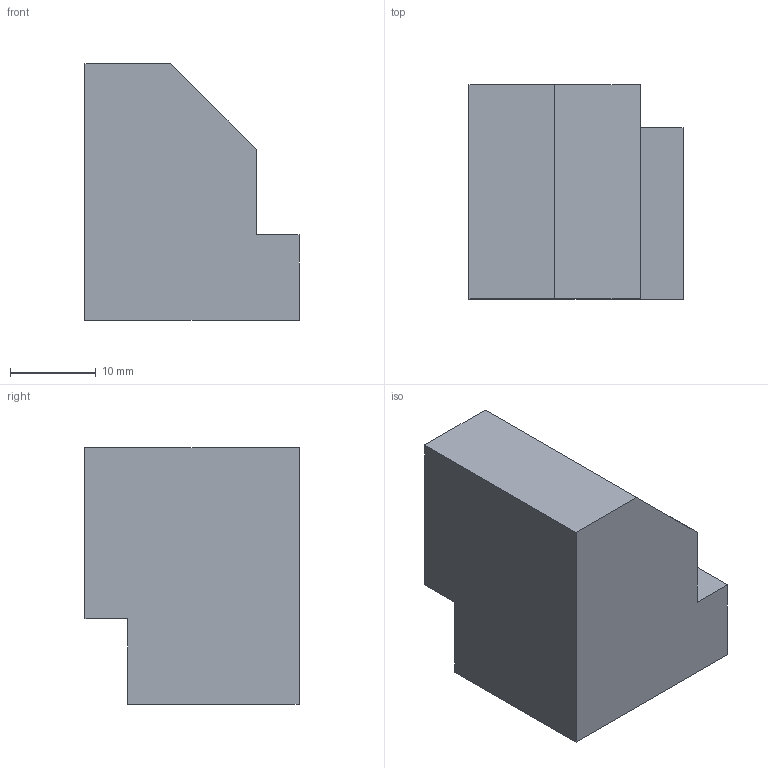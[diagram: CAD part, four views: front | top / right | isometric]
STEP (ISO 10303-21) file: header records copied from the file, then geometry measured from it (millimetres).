
FILE_DESCRIPTION(('CATIA V5 STEP Exchange'),'2;1');
FILE_NAME('EXERCICE 2 - PIECE B.stp','2023-10-16T12:12:51+00:00',('none'),('none'),'CATIA Unofficial Packaging Version SP3','CATIA V5 STEP AP203','none');
FILE_SCHEMA(('CONFIG_CONTROL_DESIGN'));
Length unit declared in the file: millimetre
Products named in the file (1): EXERCICE 2 - PIECE B
Bounding box: 25 x 25 x 30 mm (x, y, z)
Volume: 13750 mm3; surface area: 3653.6 mm2
Topology: 1 solids, 1 shells, 11 faces, 26 edges, 17 vertices
Faces by surface type: plane 11
Entity records: 348 total; most frequent: CARTESIAN_POINT 54, ORIENTED_EDGE 52, DIRECTION 46, VECTOR 26, EDGE_CURVE 26, LINE 26, VERTEX_POINT 17, AXIS2_PLACEMENT_3D 11
